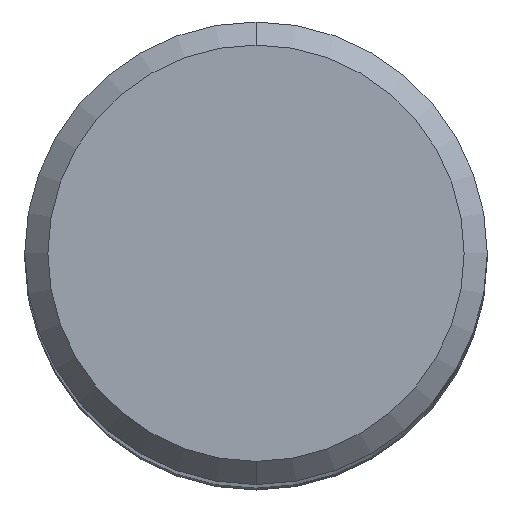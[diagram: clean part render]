
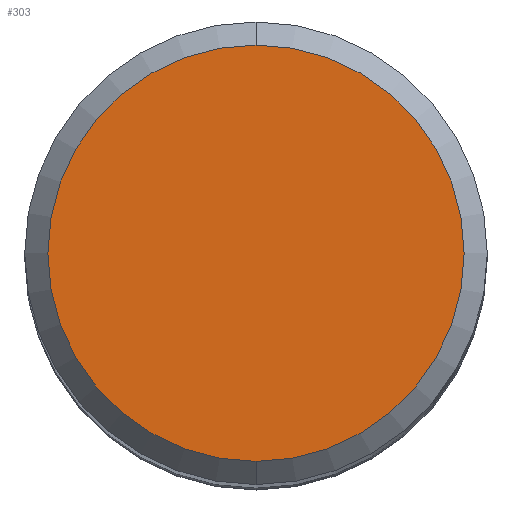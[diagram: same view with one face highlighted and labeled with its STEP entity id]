
A CAD part, top view. The second image highlights one B-rep face of the part: STEP entity #303.
In plain terms, the highlighted planar face has unit normal (0, 0, 1).
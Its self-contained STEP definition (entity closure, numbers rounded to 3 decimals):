
#241=EDGE_CURVE('',#363,#487,#568,.T.);
#283=EDGE_CURVE('',#487,#363,#615,.T.);
#303=ADVANCED_FACE('',(#637),#638,.T.);
#363=VERTEX_POINT('',#703);
#487=VERTEX_POINT('',#841);
#568=CIRCLE('',#1041,4.5);
#615=CIRCLE('',#1118,4.5);
#637=FACE_OUTER_BOUND('',#1157,.T.);
#638=PLANE('',#1158);
#703=CARTESIAN_POINT('',(0.,-4.5,0.0));
#841=CARTESIAN_POINT('',(0.0,4.5,0.0));
#1041=AXIS2_PLACEMENT_3D('',#1591,#1592,#1593);
#1118=AXIS2_PLACEMENT_3D('',#1660,#1661,#1662);
#1157=EDGE_LOOP('',(#1685,#1686));
#1158=AXIS2_PLACEMENT_3D('',#1687,#1688,#1689);
#1591=CARTESIAN_POINT('',(0.0,0.0,0.0));
#1592=DIRECTION('',(0.0,0.0,-1.0));
#1593=DIRECTION('',(0.0,1.0,0.0));
#1660=CARTESIAN_POINT('',(0.0,0.0,0.0));
#1661=DIRECTION('',(0.0,0.0,-1.0));
#1662=DIRECTION('',(0.0,1.0,0.0));
#1685=ORIENTED_EDGE('',*,*,#283,.F.);
#1686=ORIENTED_EDGE('',*,*,#241,.F.);
#1687=CARTESIAN_POINT('',(0.0,2.25,0.0));
#1688=DIRECTION('',(-0.0,0.0,1.0));
#1689=DIRECTION('',(0.0,-1.0,0.0));
